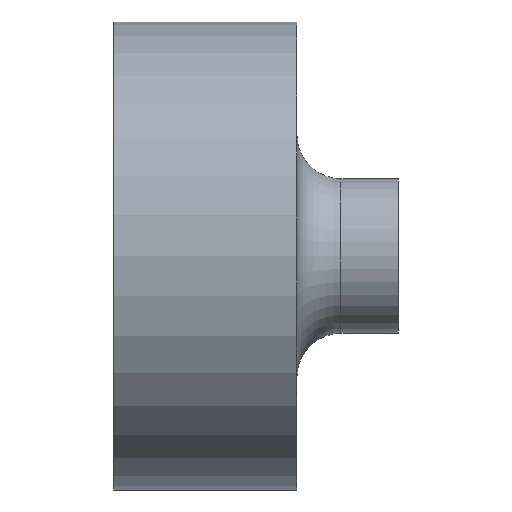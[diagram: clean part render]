
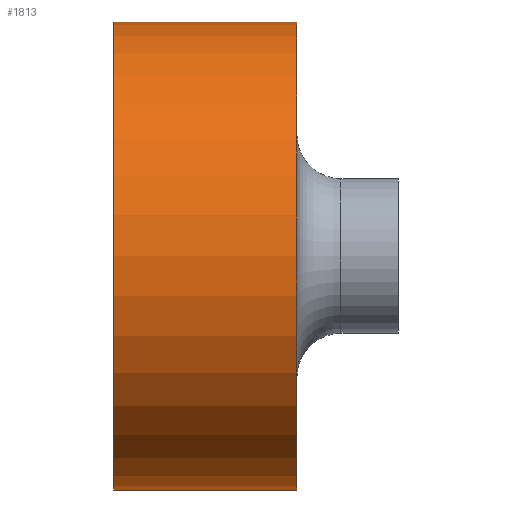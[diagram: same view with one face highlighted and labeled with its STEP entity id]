
A CAD part, top view. The second image highlights one B-rep face of the part: STEP entity #1813.
In plain terms, the highlighted cylindrical face has radius 10.6 mm (diameter 21.2 mm), a full revolution.
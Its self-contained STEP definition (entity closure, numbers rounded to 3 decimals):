
#68=CYLINDRICAL_SURFACE('',#1986,10.6);
#212=LINE('',#3010,#376);
#376=VECTOR('',#2413,10.6);
#504=FACE_OUTER_BOUND('',#615,.T.);
#615=EDGE_LOOP('',(#1454,#1455,#1456,#1457,#1458));
#686=CIRCLE('',#1883,10.6);
#687=CIRCLE('',#1884,10.6);
#749=CIRCLE('',#1987,10.6);
#780=VERTEX_POINT('',#2641);
#781=VERTEX_POINT('',#2642);
#923=VERTEX_POINT('',#3008);
#953=EDGE_CURVE('',#780,#781,#686,.T.);
#954=EDGE_CURVE('',#781,#780,#687,.T.);
#1136=EDGE_CURVE('',#923,#923,#749,.T.);
#1137=EDGE_CURVE('',#923,#781,#212,.T.);
#1454=ORIENTED_EDGE('',*,*,#1136,.T.);
#1455=ORIENTED_EDGE('',*,*,#1137,.T.);
#1456=ORIENTED_EDGE('',*,*,#954,.T.);
#1457=ORIENTED_EDGE('',*,*,#953,.T.);
#1458=ORIENTED_EDGE('',*,*,#1137,.F.);
#1813=ADVANCED_FACE('',(#504),#68,.T.);
#1883=AXIS2_PLACEMENT_3D('',#2643,#2083,#2084);
#1884=AXIS2_PLACEMENT_3D('',#2644,#2085,#2086);
#1986=AXIS2_PLACEMENT_3D('',#3007,#2409,#2410);
#1987=AXIS2_PLACEMENT_3D('',#3009,#2411,#2412);
#2083=DIRECTION('center_axis',(1.,0.,0.));
#2084=DIRECTION('ref_axis',(0.,0.,1.));
#2085=DIRECTION('center_axis',(1.,0.,0.));
#2086=DIRECTION('ref_axis',(0.,0.,1.));
#2409=DIRECTION('center_axis',(1.,0.,0.));
#2410=DIRECTION('ref_axis',(0.,0.,1.));
#2411=DIRECTION('center_axis',(-1.,0.,0.));
#2412=DIRECTION('ref_axis',(0.,0.,1.));
#2413=DIRECTION('',(-1.,0.,0.));
#2641=CARTESIAN_POINT('',(8.45,0.,10.6));
#2642=CARTESIAN_POINT('',(8.45,0.,-10.6));
#2643=CARTESIAN_POINT('Origin',(8.45,0.,0.));
#2644=CARTESIAN_POINT('Origin',(8.45,0.,0.));
#3007=CARTESIAN_POINT('Origin',(8.05,0.,0.));
#3008=CARTESIAN_POINT('',(16.75,0.,-10.6));
#3009=CARTESIAN_POINT('Origin',(16.75,0.,0.));
#3010=CARTESIAN_POINT('',(8.05,0.,-10.6));
